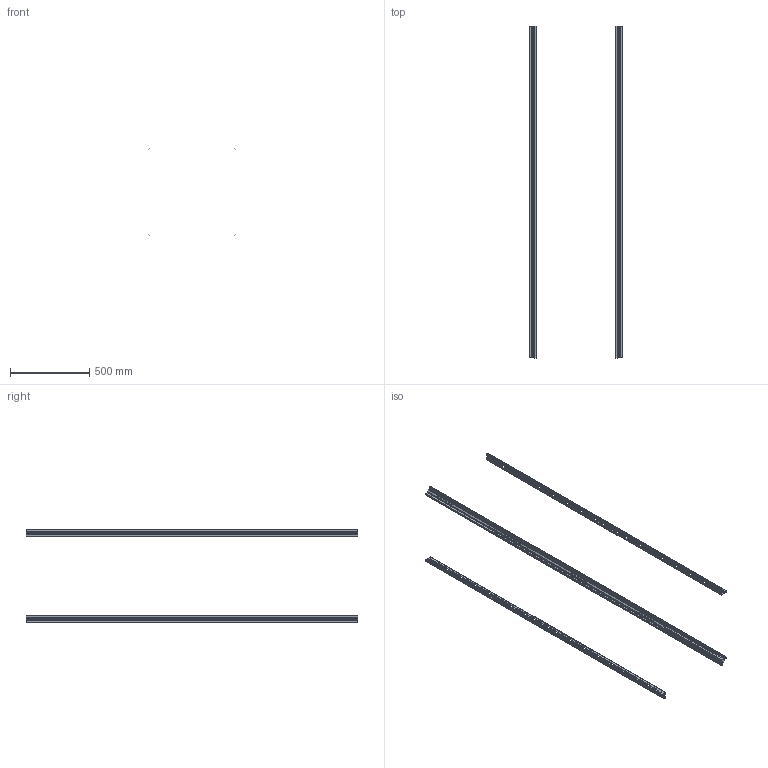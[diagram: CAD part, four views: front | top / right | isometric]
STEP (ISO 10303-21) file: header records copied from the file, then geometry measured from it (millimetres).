
FILE_DESCRIPTION (( 'STEP AP203' ), '1' );
FILE_NAME ('MA1.102.060622.00.00 AleSta-VG2200 Ñòîéêè âåðòèêàëüíûå, Â=2200ìì (4øò).STEP', '2024-02-07T12:01:37', ( '' ), ( '' ), 'SwSTEP 2.0', 'SolidWorks 2021', '' );
FILE_SCHEMA (( 'CONFIG_CONTROL_DESIGN' ));
Length unit declared in the file: millimetre
Products named in the file (2): MA1.102.060620.00.01 Ïðîôèëü âåðòèêàëüíûé ñâàðíîé_05 L=2098 (‚=2200); MA1.102.060622.00.00 AleSta-VG2200 Ñòîéêè âåðòèêàëüíûå, Â=2200ìì  (4øò)
Assembly tree (4 placements, depth 2):
  MA1.102.060622.00.00 AleSta-VG2200 Ñòîéêè âåðòèêàëüíûå, Â=2200ìì  (4øò)
    MA1.102.060620.00.01 Ïðîôèëü âåðòèêàëüíûé ñâàðíîé_05 L=2098 (‚=2200)  x4
Bounding box: 592 x 2098 x 592 mm (x, y, z)
Volume: 1964959.6 mm3; surface area: 2711103.6 mm2
Topology: 4 solids, 4 shells, 5472 faces, 15016 edges, 9648 vertices
Faces by surface type: plane 3032, cylinder 1864, torus 576
Entity records: 45014 total; most frequent: DIRECTION 7724, CARTESIAN_POINT 7541, ORIENTED_EDGE 7508, EDGE_CURVE 3754, AXIS2_PLACEMENT_3D 2595, VECTOR 2534, LINE 2534, VERTEX_POINT 2412
